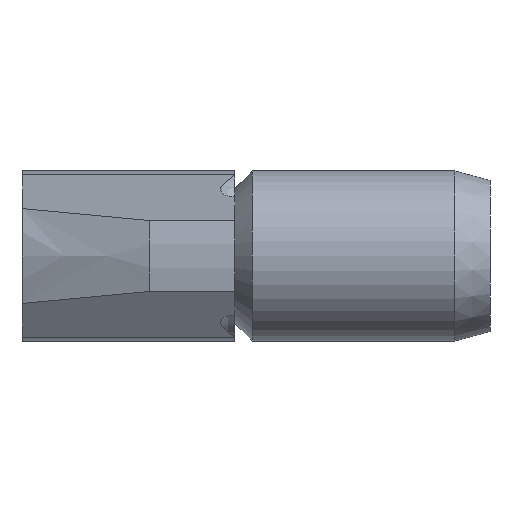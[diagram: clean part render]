
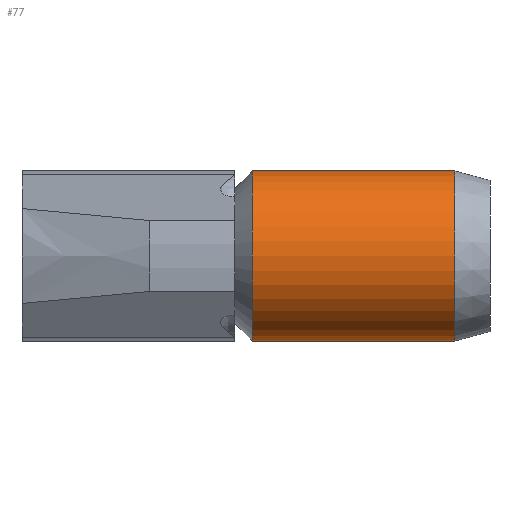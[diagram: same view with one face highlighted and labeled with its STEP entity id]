
A CAD part, left-side view. The second image highlights one B-rep face of the part: STEP entity #77.
In plain terms, the highlighted cylindrical face has radius 6 mm (diameter 12 mm), a partial arc.
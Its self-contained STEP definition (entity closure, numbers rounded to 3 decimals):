
#77 = ADVANCED_FACE( '', ( #105 ), #106, .T. );
#105 = FACE_OUTER_BOUND( '', #156, .T. );
#106 = CYLINDRICAL_SURFACE( '', #157, 6. );
#156 = EDGE_LOOP( '', ( #217, #218, #219, #220 ) );
#157 = AXIS2_PLACEMENT_3D( '', #221, #222, #223 );
#217 = ORIENTED_EDGE( '', *, *, #406, .F. );
#218 = ORIENTED_EDGE( '', *, *, #405, .T. );
#219 = ORIENTED_EDGE( '', *, *, #407, .F. );
#220 = ORIENTED_EDGE( '', *, *, #399, .F. );
#221 = CARTESIAN_POINT( '', ( 0., -8.375, 0. ) );
#222 = DIRECTION( '', ( 0., -1., 0. ) );
#223 = DIRECTION( '', ( 0., 0., -1. ) );
#399 = EDGE_CURVE( '', #458, #461, #462, .T. );
#405 = EDGE_CURVE( '', #467, #471, #473, .T. );
#406 = EDGE_CURVE( '', #467, #458, #474, .T. );
#407 = EDGE_CURVE( '', #461, #471, #475, .T. );
#458 = VERTEX_POINT( '', #556 );
#461 = VERTEX_POINT( '', #560 );
#462 = CIRCLE( '', #561, 6. );
#467 = VERTEX_POINT( '', #567 );
#471 = VERTEX_POINT( '', #572 );
#473 = CIRCLE( '', #575, 6. );
#474 = LINE( '', #576, #577 );
#475 = LINE( '', #578, #579 );
#556 = CARTESIAN_POINT( '', ( 0., -1.25, -6. ) );
#560 = CARTESIAN_POINT( '', ( 0., -1.25, 6. ) );
#561 = AXIS2_PLACEMENT_3D( '', #807, #808, #809 );
#567 = CARTESIAN_POINT( '', ( 0., -15.5, -6. ) );
#572 = CARTESIAN_POINT( '', ( 0., -15.5, 6. ) );
#575 = AXIS2_PLACEMENT_3D( '', #819, #820, #821 );
#576 = CARTESIAN_POINT( '', ( 0., -8.375, -6. ) );
#577 = VECTOR( '', #822, 1. );
#578 = CARTESIAN_POINT( '', ( 0., -8.375, 6. ) );
#579 = VECTOR( '', #823, 1. );
#807 = CARTESIAN_POINT( '', ( 0., -1.25, 0. ) );
#808 = DIRECTION( '', ( 0., 1., 0. ) );
#809 = DIRECTION( '', ( 0., 0., -1. ) );
#819 = CARTESIAN_POINT( '', ( 0., -15.5, 0. ) );
#820 = DIRECTION( '', ( 0., 1., 0. ) );
#821 = DIRECTION( '', ( 0., 0., -1. ) );
#822 = DIRECTION( '', ( 0., 1., 0. ) );
#823 = DIRECTION( '', ( 0., -1., 0. ) );
